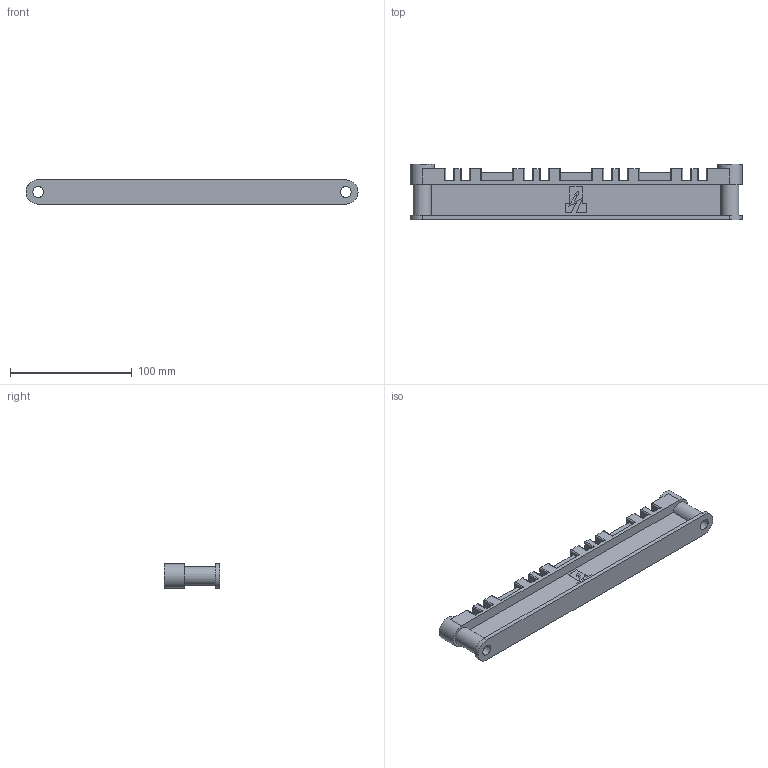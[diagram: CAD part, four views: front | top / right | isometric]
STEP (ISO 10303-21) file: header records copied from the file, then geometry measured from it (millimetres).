
FILE_DESCRIPTION(/* description */ (''),/* implementation_level */ '2;1');
FILE_NAME(/* name */ 'MXB6524NS.step',/* time_stamp */ '2022-01-11T11:58:00+00:00',/* author */ (''),/* organization */ (''),/* preprocessor_version */ 'ST-DEVELOPER v18.1',/* originating_system */ 'Autodesk Translation Framework v10.10.0.1391',/* authorisation */ '');
FILE_SCHEMA (('AUTOMOTIVE_DESIGN { 1 0 10303 214 3 1 1 }'));
Length unit declared in the file: millimetre
Products named in the file (1): MXB6524NS
Bounding box: 273 x 45.5 x 20 mm (x, y, z)
Volume: 84168.9 mm3; surface area: 52418.4 mm2
Topology: 1 solids, 1 shells, 238 faces, 676 edges, 450 vertices
Faces by surface type: plane 158, cylinder 80
Full cylindrical faces by diameter (mm): 9 x2, 20 x2
Entity records: 7771 total; most frequent: CARTESIAN_POINT 1365, ORIENTED_EDGE 1352, DIRECTION 1320, EDGE_CURVE 676, LINE 510, VECTOR 510, VERTEX_POINT 450, AXIS2_PLACEMENT_3D 405
